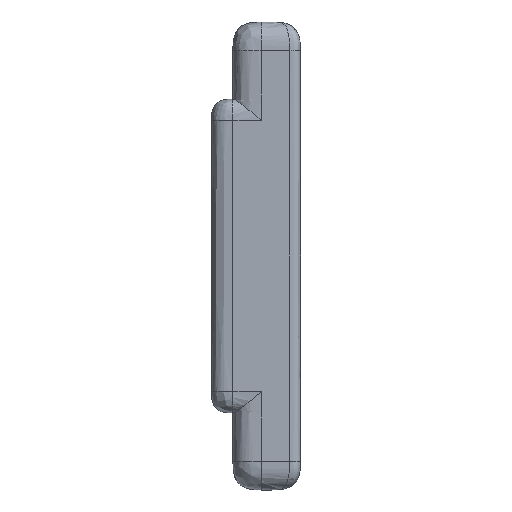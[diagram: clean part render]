
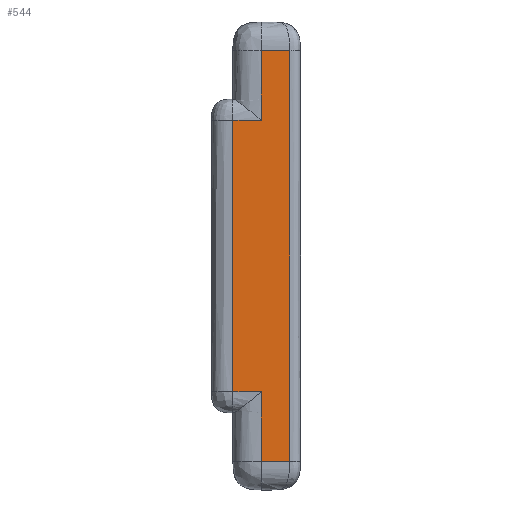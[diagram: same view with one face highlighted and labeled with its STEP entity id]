
A CAD part, left-side view. The second image highlights one B-rep face of the part: STEP entity #544.
In plain terms, the highlighted planar face has unit normal (-1, 0, 0).
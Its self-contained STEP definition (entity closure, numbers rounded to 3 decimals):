
#286 = CARTESIAN_POINT ( 'NONE',  ( -29.4, 2.74, 14.4 ) ) ;
#544 = ADVANCED_FACE ( 'NONE', ( #11147 ), #9030, .F. ) ;
#547 = CARTESIAN_POINT ( 'NONE',  ( -29.4, 0.75, 4.8 ) ) ;
#685 = CARTESIAN_POINT ( 'NONE',  ( -29.4, 0.75, -4.8 ) ) ;
#793 = CARTESIAN_POINT ( 'NONE',  ( -29.4, 2.077, 14.4 ) ) ;
#1241 = CARTESIAN_POINT ( 'NONE',  ( -29.4, 2.74, 14.4 ) ) ;
#1282 = CARTESIAN_POINT ( 'NONE',  ( -29.4, 3.407, -9.5 ) ) ;
#1525 = CARTESIAN_POINT ( 'NONE',  ( -29.4, 2.74, 9.5 ) ) ;
#1548 = EDGE_CURVE ( 'NONE', #10289, #12558, #7947, .T. ) ;
#2366 = B_SPLINE_CURVE_WITH_KNOTS ( 'NONE', 3,
 ( #7819, #7893, #1282, #14490 ),
 .UNSPECIFIED., .F., .F.,
 ( 4, 4 ),
 ( 0., 1. ),
 .UNSPECIFIED. ) ;
#2418 = ORIENTED_EDGE ( 'NONE', *, *, #12368, .T. ) ;
#2448 = EDGE_CURVE ( 'NONE', #11743, #10289, #4735, .T. ) ;
#2496 = VERTEX_POINT ( 'NONE', #1241 ) ;
#2573 = VERTEX_POINT ( 'NONE', #10412 ) ;
#2746 = EDGE_CURVE ( 'NONE', #11016, #2496, #6777, .T. ) ;
#3054 = CARTESIAN_POINT ( 'NONE',  ( -29.4, 2.74, 9.5 ) ) ;
#3184 = CARTESIAN_POINT ( 'NONE',  ( -29.4, 4.74, -9.5 ) ) ;
#3347 = CARTESIAN_POINT ( 'NONE',  ( -29.4, 2.74, 10.5 ) ) ;
#3358 = CARTESIAN_POINT ( 'NONE',  ( -29.4, 4.74, 9.5 ) ) ;
#3384 = EDGE_CURVE ( 'NONE', #13678, #11743, #2366, .T. ) ;
#3656 = CARTESIAN_POINT ( 'NONE',  ( -29.4, 2.74, 12.133 ) ) ;
#4398 = CARTESIAN_POINT ( 'NONE',  ( -29.4, 0.75, 14.4 ) ) ;
#4714 = EDGE_CURVE ( 'NONE', #5390, #2573, #7259, .T. ) ;
#4735 = B_SPLINE_CURVE_WITH_KNOTS ( 'NONE', 3,
 ( #5866, #9247, #10334, #7924 ),
 .UNSPECIFIED., .F., .F.,
 ( 4, 4 ),
 ( 0., 1. ),
 .UNSPECIFIED. ) ;
#4757 = CARTESIAN_POINT ( 'NONE',  ( -29.4, 2.74, 13.267 ) ) ;
#4830 = ORIENTED_EDGE ( 'NONE', *, *, #4714, .T. ) ;
#5022 = CARTESIAN_POINT ( 'NONE',  ( -29.4, 0.75, 14.4 ) ) ;
#5112 = EDGE_LOOP ( 'NONE', ( #12617, #8579, #8367, #11377, #5670, #11714, #6778, #4830, #6154, #2418 ) ) ;
#5390 = VERTEX_POINT ( 'NONE', #10640 ) ;
#5393 = CARTESIAN_POINT ( 'NONE',  ( -29.4, 2.74, -14.4 ) ) ;
#5670 = ORIENTED_EDGE ( 'NONE', *, *, #9258, .T. ) ;
#5791 = CARTESIAN_POINT ( 'NONE',  ( -29.4, 3.407, 9.5 ) ) ;
#5866 = CARTESIAN_POINT ( 'NONE',  ( -29.4, 2.74, -9.5 ) ) ;
#5982 = CARTESIAN_POINT ( 'NONE',  ( -29.4, 0.75, -14.4 ) ) ;
#6010 = CARTESIAN_POINT ( 'NONE',  ( -29.4, 4.073, 9.5 ) ) ;
#6154 = ORIENTED_EDGE ( 'NONE', *, *, #8531, .T. ) ;
#6439 = CARTESIAN_POINT ( 'NONE',  ( -29.4, 2.74, 11. ) ) ;
#6471 = B_SPLINE_CURVE_WITH_KNOTS ( 'NONE', 3,
 ( #1525, #5791, #6010, #10405 ),
 .UNSPECIFIED., .F., .F.,
 ( 4, 4 ),
 ( 0., 1. ),
 .UNSPECIFIED. ) ;
#6700 = CARTESIAN_POINT ( 'NONE',  ( -29.4, 2.74, -11. ) ) ;
#6778 = ORIENTED_EDGE ( 'NONE', *, *, #8643, .T. ) ;
#6777 = B_SPLINE_CURVE_WITH_KNOTS ( 'NONE', 3,
 ( #14148, #8645, #793, #13250 ),
 .UNSPECIFIED., .F., .F.,
 ( 4, 4 ),
 ( 0., 1. ),
 .UNSPECIFIED. ) ;
#7164 = AXIS2_PLACEMENT_3D ( 'NONE', #8953, #10266, #13337 ) ;
#7259 = B_SPLINE_CURVE_WITH_KNOTS ( 'NONE', 3,
 ( #6439, #3347, #8782, #3054 ),
 .UNSPECIFIED., .F., .F.,
 ( 4, 4 ),
 ( 0., 1. ),
 .UNSPECIFIED. ) ;
#7398 = CARTESIAN_POINT ( 'NONE',  ( -29.4, 2.74, -9.5 ) ) ;
#7452 = CARTESIAN_POINT ( 'NONE',  ( -29.4, 0.75, -14.4 ) ) ;
#7670 = CARTESIAN_POINT ( 'NONE',  ( -29.4, 2.077, -14.4 ) ) ;
#7819 = CARTESIAN_POINT ( 'NONE',  ( -29.4, 4.74, -9.5 ) ) ;
#7893 = CARTESIAN_POINT ( 'NONE',  ( -29.4, 4.073, -9.5 ) ) ;
#7924 = CARTESIAN_POINT ( 'NONE',  ( -29.4, 2.74, -11. ) ) ;
#7947 = B_SPLINE_CURVE_WITH_KNOTS ( 'NONE', 3,
 ( #6700, #8822, #12042, #11161 ),
 .UNSPECIFIED., .F., .F.,
 ( 4, 4 ),
 ( 0., 1. ),
 .UNSPECIFIED. ) ;
#8367 = ORIENTED_EDGE ( 'NONE', *, *, #1548, .T. ) ;
#8531 = EDGE_CURVE ( 'NONE', #2573, #9565, #6471, .T. ) ;
#8579 = ORIENTED_EDGE ( 'NONE', *, *, #2448, .T. ) ;
#8643 = EDGE_CURVE ( 'NONE', #2496, #5390, #10500, .T. ) ;
#8645 = CARTESIAN_POINT ( 'NONE',  ( -29.4, 1.413, 14.4 ) ) ;
#8782 = CARTESIAN_POINT ( 'NONE',  ( -29.4, 2.74, 10. ) ) ;
#8822 = CARTESIAN_POINT ( 'NONE',  ( -29.4, 2.74, -12.133 ) ) ;
#8953 = CARTESIAN_POINT ( 'NONE',  ( -29.4, 6.24, 11. ) ) ;
#9030 = PLANE ( 'NONE',  #7164 ) ;
#9044 = EDGE_CURVE ( 'NONE', #12558, #13486, #14441, .T. ) ;
#9243 = CARTESIAN_POINT ( 'NONE',  ( -29.4, 2.74, 11. ) ) ;
#9247 = CARTESIAN_POINT ( 'NONE',  ( -29.4, 2.74, -10. ) ) ;
#9258 = EDGE_CURVE ( 'NONE', #13486, #11016, #13926, .T. ) ;
#9565 = VERTEX_POINT ( 'NONE', #11438 ) ;
#10010 = CARTESIAN_POINT ( 'NONE',  ( -29.4, 1.413, -14.4 ) ) ;
#10266 = DIRECTION ( 'NONE',  ( 1., 0., 0. ) ) ;
#10289 = VERTEX_POINT ( 'NONE', #10625 ) ;
#10334 = CARTESIAN_POINT ( 'NONE',  ( -29.4, 2.74, -10.5 ) ) ;
#10345 = B_SPLINE_CURVE_WITH_KNOTS ( 'NONE', 3,
 ( #3358, #12304, #12525, #11279 ),
 .UNSPECIFIED., .F., .F.,
 ( 4, 4 ),
 ( 0., 1. ),
 .UNSPECIFIED. ) ;
#10405 = CARTESIAN_POINT ( 'NONE',  ( -29.4, 4.74, 9.5 ) ) ;
#10412 = CARTESIAN_POINT ( 'NONE',  ( -29.4, 2.74, 9.5 ) ) ;
#10500 = B_SPLINE_CURVE_WITH_KNOTS ( 'NONE', 3,
 ( #286, #4757, #3656, #9243 ),
 .UNSPECIFIED., .F., .F.,
 ( 4, 4 ),
 ( 0., 1. ),
 .UNSPECIFIED. ) ;
#10625 = CARTESIAN_POINT ( 'NONE',  ( -29.4, 2.74, -11. ) ) ;
#10640 = CARTESIAN_POINT ( 'NONE',  ( -29.4, 2.74, 11. ) ) ;
#11016 = VERTEX_POINT ( 'NONE', #4398 ) ;
#11147 = FACE_OUTER_BOUND ( 'NONE', #5112, .T. ) ;
#11161 = CARTESIAN_POINT ( 'NONE',  ( -29.4, 2.74, -14.4 ) ) ;
#11279 = CARTESIAN_POINT ( 'NONE',  ( -29.4, 4.74, -9.5 ) ) ;
#11377 = ORIENTED_EDGE ( 'NONE', *, *, #9044, .T. ) ;
#11438 = CARTESIAN_POINT ( 'NONE',  ( -29.4, 4.74, 9.5 ) ) ;
#11714 = ORIENTED_EDGE ( 'NONE', *, *, #2746, .T. ) ;
#11743 = VERTEX_POINT ( 'NONE', #7398 ) ;
#12042 = CARTESIAN_POINT ( 'NONE',  ( -29.4, 2.74, -13.267 ) ) ;
#12202 = CARTESIAN_POINT ( 'NONE',  ( -29.4, 2.74, -14.4 ) ) ;
#12304 = CARTESIAN_POINT ( 'NONE',  ( -29.4, 4.74, 3.167 ) ) ;
#12368 = EDGE_CURVE ( 'NONE', #9565, #13678, #10345, .T. ) ;
#12525 = CARTESIAN_POINT ( 'NONE',  ( -29.4, 4.74, -3.167 ) ) ;
#12558 = VERTEX_POINT ( 'NONE', #5393 ) ;
#12617 = ORIENTED_EDGE ( 'NONE', *, *, #3384, .T. ) ;
#13250 = CARTESIAN_POINT ( 'NONE',  ( -29.4, 2.74, 14.4 ) ) ;
#13303 = CARTESIAN_POINT ( 'NONE',  ( -29.4, 0.75, -14.4 ) ) ;
#13337 = DIRECTION ( 'NONE',  ( 0., 0., -1. ) ) ;
#13486 = VERTEX_POINT ( 'NONE', #7452 ) ;
#13678 = VERTEX_POINT ( 'NONE', #3184 ) ;
#13926 = B_SPLINE_CURVE_WITH_KNOTS ( 'NONE', 3,
 ( #5982, #685, #547, #5022 ),
 .UNSPECIFIED., .F., .F.,
 ( 4, 4 ),
 ( 0., 1. ),
 .UNSPECIFIED. ) ;
#14148 = CARTESIAN_POINT ( 'NONE',  ( -29.4, 0.75, 14.4 ) ) ;
#14441 = B_SPLINE_CURVE_WITH_KNOTS ( 'NONE', 3,
 ( #12202, #7670, #10010, #13303 ),
 .UNSPECIFIED., .F., .F.,
 ( 4, 4 ),
 ( 0., 1. ),
 .UNSPECIFIED. ) ;
#14490 = CARTESIAN_POINT ( 'NONE',  ( -29.4, 2.74, -9.5 ) ) ;
